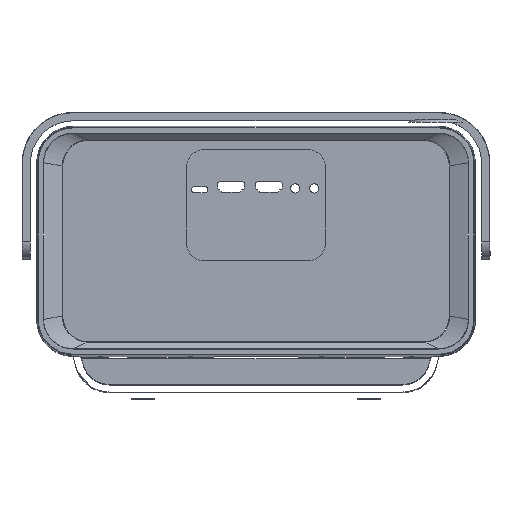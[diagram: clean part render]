
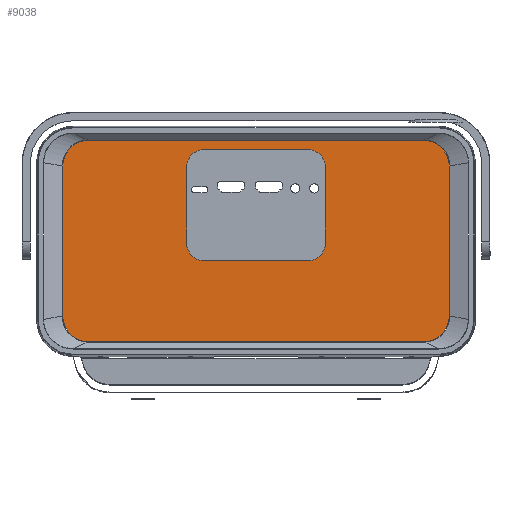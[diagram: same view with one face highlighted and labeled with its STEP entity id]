
A CAD part, top view. The second image highlights one B-rep face of the part: STEP entity #9038.
In plain terms, the highlighted planar face has unit normal (0, 0, 1).
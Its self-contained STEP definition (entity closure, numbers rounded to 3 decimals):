
#8893=DIRECTION('',(0.,1.,0.));
#8894=VECTOR('',#8893,86.799);
#8895=CARTESIAN_POINT('',(-111.88,-31.99,
118.51));
#8896=LINE('',#8895,#8894);
#8897=CARTESIAN_POINT('',(-97.,54.81,118.51));
#8898=DIRECTION('',(0.,0.,-1.));
#8899=DIRECTION('',(-1.,0.,0.));
#8900=AXIS2_PLACEMENT_3D('',#8897,#8898,#8899);
#8902=DIRECTION('',(1.,0.,0.));
#8903=VECTOR('',#8902,193.999);
#8904=CARTESIAN_POINT('',(-97.,69.69,118.51));
#8905=LINE('',#8904,#8903);
#8906=CARTESIAN_POINT('',(97.,54.81,118.51));
#8907=DIRECTION('',(0.,0.,-1.));
#8908=DIRECTION('',(0.,1.,0.));
#8909=AXIS2_PLACEMENT_3D('',#8906,#8907,#8908);
#8911=DIRECTION('',(0.,-1.,0.));
#8912=VECTOR('',#8911,86.799);
#8913=CARTESIAN_POINT('',(111.88,54.81,118.51));
#8914=LINE('',#8913,#8912);
#8915=CARTESIAN_POINT('',(97.,-31.99,118.51));
#8916=DIRECTION('',(0.,0.,-1.));
#8917=DIRECTION('',(1.,0.,0.));
#8918=AXIS2_PLACEMENT_3D('',#8915,#8916,#8917);
#8920=DIRECTION('',(-1.,0.,0.));
#8921=VECTOR('',#8920,193.999);
#8922=CARTESIAN_POINT('',(97.,-46.87,118.51));
#8923=LINE('',#8922,#8921);
#8924=CARTESIAN_POINT('',(-97.,-31.99,
118.51));
#8925=DIRECTION('',(0.,0.,-1.));
#8926=DIRECTION('',(0.,-1.,0.));
#8927=AXIS2_PLACEMENT_3D('',#8924,#8925,#8926);
#8929=CARTESIAN_POINT('',(30.,54.17,118.51));
#8930=DIRECTION('',(0.,0.,1.));
#8931=DIRECTION('',(1.,0.,0.));
#8932=AXIS2_PLACEMENT_3D('',#8929,#8930,#8931);
#8934=DIRECTION('',(-1.,0.,0.));
#8935=VECTOR('',#8934,60.);
#8936=CARTESIAN_POINT('',(30.,64.32,118.51));
#8937=LINE('',#8936,#8935);
#8938=CARTESIAN_POINT('',(-30.,54.17,118.51));
#8939=DIRECTION('',(0.,0.,1.));
#8940=DIRECTION('',(0.,1.,0.));
#8941=AXIS2_PLACEMENT_3D('',#8938,#8939,#8940);
#8943=DIRECTION('',(0.,-1.,0.));
#8944=VECTOR('',#8943,44.);
#8945=CARTESIAN_POINT('',(-40.15,54.17,118.51));
#8946=LINE('',#8945,#8944);
#8947=CARTESIAN_POINT('',(-30.,10.17,118.51));
#8948=DIRECTION('',(0.,0.,1.));
#8949=DIRECTION('',(-1.,0.,0.));
#8950=AXIS2_PLACEMENT_3D('',#8947,#8948,#8949);
#8952=DIRECTION('',(1.,0.,0.));
#8953=VECTOR('',#8952,60.);
#8954=CARTESIAN_POINT('',(-30.,0.02,
118.51));
#8955=LINE('',#8954,#8953);
#8956=CARTESIAN_POINT('',(30.,10.17,118.51));
#8957=DIRECTION('',(0.,0.,1.));
#8958=DIRECTION('',(0.,-1.,0.));
#8959=AXIS2_PLACEMENT_3D('',#8956,#8957,#8958);
#8961=DIRECTION('',(0.,1.,0.));
#8962=VECTOR('',#8961,44.);
#8963=CARTESIAN_POINT('',(40.15,10.17,118.51));
#8964=LINE('',#8963,#8962);
#8965=CARTESIAN_POINT('',(-111.88,-31.99,
118.51));
#8966=CARTESIAN_POINT('',(-111.88,54.81,118.51));
#8967=VERTEX_POINT('',#8965);
#8968=VERTEX_POINT('',#8966);
#8969=CARTESIAN_POINT('',(-97.,69.69,118.51));
#8970=VERTEX_POINT('',#8969);
#8971=CARTESIAN_POINT('',(97.,69.69,118.51));
#8972=VERTEX_POINT('',#8971);
#8973=CARTESIAN_POINT('',(111.88,54.81,118.51));
#8974=VERTEX_POINT('',#8973);
#8975=CARTESIAN_POINT('',(111.88,-31.99,118.51));
#8976=VERTEX_POINT('',#8975);
#8977=CARTESIAN_POINT('',(97.,-46.87,118.51));
#8978=VERTEX_POINT('',#8977);
#8979=CARTESIAN_POINT('',(-97.,-46.87,
118.51));
#8980=VERTEX_POINT('',#8979);
#8981=CARTESIAN_POINT('',(40.15,54.17,118.51));
#8982=CARTESIAN_POINT('',(30.,64.32,118.51));
#8983=VERTEX_POINT('',#8981);
#8984=VERTEX_POINT('',#8982);
#8985=CARTESIAN_POINT('',(-30.,64.32,118.51));
#8986=VERTEX_POINT('',#8985);
#8987=CARTESIAN_POINT('',(-40.15,54.17,118.51));
#8988=VERTEX_POINT('',#8987);
#8989=CARTESIAN_POINT('',(-40.15,10.17,118.51));
#8990=VERTEX_POINT('',#8989);
#8991=CARTESIAN_POINT('',(-30.,0.02,118.51));
#8992=VERTEX_POINT('',#8991);
#8993=CARTESIAN_POINT('',(30.,0.02,118.51));
#8994=VERTEX_POINT('',#8993);
#8995=CARTESIAN_POINT('',(40.15,10.17,118.51));
#8996=VERTEX_POINT('',#8995);
#8997=CARTESIAN_POINT('',(-127.,0.,118.51));
#8998=DIRECTION('',(0.,0.,1.));
#8999=DIRECTION('',(1.,0.,0.));
#9000=AXIS2_PLACEMENT_3D('',#8997,#8998,#8999);
#9001=PLANE('',#9000);
#9003=ORIENTED_EDGE('',*,*,#9002,.T.);
#9005=ORIENTED_EDGE('',*,*,#9004,.T.);
#9007=ORIENTED_EDGE('',*,*,#9006,.T.);
#9009=ORIENTED_EDGE('',*,*,#9008,.T.);
#9011=ORIENTED_EDGE('',*,*,#9010,.T.);
#9013=ORIENTED_EDGE('',*,*,#9012,.T.);
#9015=ORIENTED_EDGE('',*,*,#9014,.T.);
#9017=ORIENTED_EDGE('',*,*,#9016,.T.);
#9018=EDGE_LOOP('',(#9003,#9005,#9007,#9009,#9011,#9013,#9015,#9017));
#9019=FACE_OUTER_BOUND('',#9018,.F.);
#9021=ORIENTED_EDGE('',*,*,#9020,.T.);
#9023=ORIENTED_EDGE('',*,*,#9022,.T.);
#9025=ORIENTED_EDGE('',*,*,#9024,.T.);
#9027=ORIENTED_EDGE('',*,*,#9026,.T.);
#9029=ORIENTED_EDGE('',*,*,#9028,.T.);
#9031=ORIENTED_EDGE('',*,*,#9030,.T.);
#9033=ORIENTED_EDGE('',*,*,#9032,.T.);
#9035=ORIENTED_EDGE('',*,*,#9034,.T.);
#9036=EDGE_LOOP('',(#9021,#9023,#9025,#9027,#9029,#9031,#9033,#9035));
#9037=FACE_BOUND('',#9036,.F.);
#8901=CIRCLE('',#8900,14.88);
#8910=CIRCLE('',#8909,14.88);
#8919=CIRCLE('',#8918,14.88);
#8928=CIRCLE('',#8927,14.88);
#8933=CIRCLE('',#8932,10.15);
#8942=CIRCLE('',#8941,10.15);
#8951=CIRCLE('',#8950,10.15);
#8960=CIRCLE('',#8959,10.15);
#9002=EDGE_CURVE('',#8967,#8968,#8896,.T.);
#9004=EDGE_CURVE('',#8968,#8970,#8901,.T.);
#9006=EDGE_CURVE('',#8970,#8972,#8905,.T.);
#9008=EDGE_CURVE('',#8972,#8974,#8910,.T.);
#9010=EDGE_CURVE('',#8974,#8976,#8914,.T.);
#9012=EDGE_CURVE('',#8976,#8978,#8919,.T.);
#9014=EDGE_CURVE('',#8978,#8980,#8923,.T.);
#9016=EDGE_CURVE('',#8980,#8967,#8928,.T.);
#9020=EDGE_CURVE('',#8983,#8984,#8933,.T.);
#9022=EDGE_CURVE('',#8984,#8986,#8937,.T.);
#9024=EDGE_CURVE('',#8986,#8988,#8942,.T.);
#9026=EDGE_CURVE('',#8988,#8990,#8946,.T.);
#9028=EDGE_CURVE('',#8990,#8992,#8951,.T.);
#9030=EDGE_CURVE('',#8992,#8994,#8955,.T.);
#9032=EDGE_CURVE('',#8994,#8996,#8960,.T.);
#9034=EDGE_CURVE('',#8996,#8983,#8964,.T.);
#9038=ADVANCED_FACE('',(#9019,#9037),#9001,.T.);
